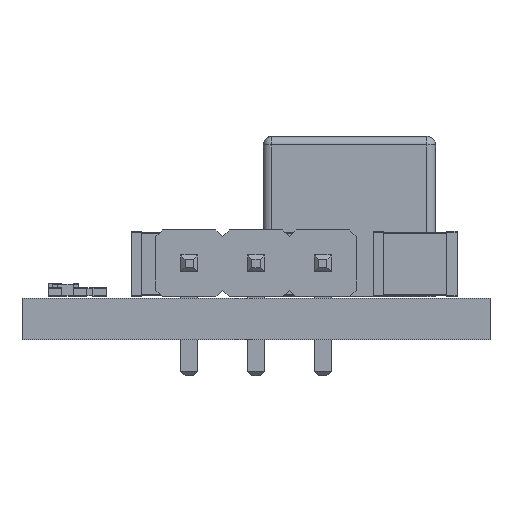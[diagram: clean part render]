
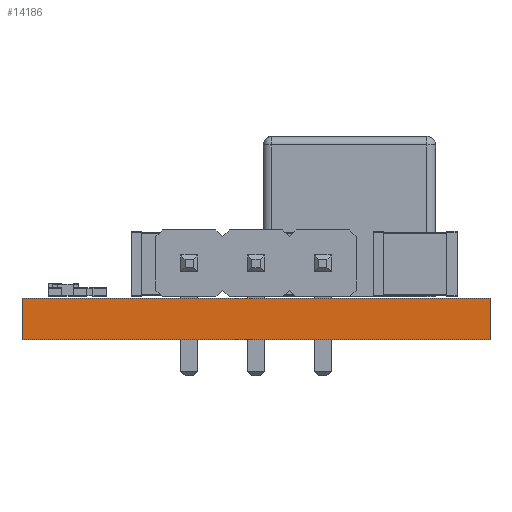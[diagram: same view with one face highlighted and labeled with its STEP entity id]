
A CAD part, front view. The second image highlights one B-rep face of the part: STEP entity #14186.
In plain terms, the highlighted planar face has unit normal (0, -1, 0).
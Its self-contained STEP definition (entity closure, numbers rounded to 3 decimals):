
#14186 = ADVANCED_FACE('',(#14187),#14201,.T.);
#14187 = FACE_BOUND('',#14188,.T.);
#14188 = EDGE_LOOP('',(#14189,#14224,#14252,#14280));
#14189 = ORIENTED_EDGE('',*,*,#14190,.T.);
#14190 = EDGE_CURVE('',#14191,#14193,#14195,.T.);
#14191 = VERTEX_POINT('',#14192);
#14192 = CARTESIAN_POINT('',(117.8,-125.,0.));
#14193 = VERTEX_POINT('',#14194);
#14194 = CARTESIAN_POINT('',(117.8,-125.,1.58));
#14195 = SURFACE_CURVE('',#14196,(#14200,#14212),.PCURVE_S1.);
#14196 = LINE('',#14197,#14198);
#14197 = CARTESIAN_POINT('',(117.8,-125.,0.));
#14198 = VECTOR('',#14199,1.);
#14199 = DIRECTION('',(0.,0.,1.));
#14200 = PCURVE('',#14201,#14206);
#14201 = PLANE('',#14202);
#14202 = AXIS2_PLACEMENT_3D('',#14203,#14204,#14205);
#14203 = CARTESIAN_POINT('',(117.8,-125.,0.));
#14204 = DIRECTION('',(0.,-1.,0.));
#14205 = DIRECTION('',(-1.,0.,0.));
#14206 = DEFINITIONAL_REPRESENTATION('',(#14207),#14211);
#14207 = LINE('',#14208,#14209);
#14208 = CARTESIAN_POINT('',(0.,-0.));
#14209 = VECTOR('',#14210,1.);
#14210 = DIRECTION('',(0.,-1.));
#14211 = ( GEOMETRIC_REPRESENTATION_CONTEXT(2) 
PARAMETRIC_REPRESENTATION_CONTEXT() REPRESENTATION_CONTEXT('2D SPACE',''
  ) );
#14212 = PCURVE('',#14213,#14218);
#14213 = PLANE('',#14214);
#14214 = AXIS2_PLACEMENT_3D('',#14215,#14216,#14217);
#14215 = CARTESIAN_POINT('',(117.8,-100.,0.));
#14216 = DIRECTION('',(1.,0.,-0.));
#14217 = DIRECTION('',(0.,-1.,0.));
#14218 = DEFINITIONAL_REPRESENTATION('',(#14219),#14223);
#14219 = LINE('',#14220,#14221);
#14220 = CARTESIAN_POINT('',(25.,0.));
#14221 = VECTOR('',#14222,1.);
#14222 = DIRECTION('',(0.,-1.));
#14223 = ( GEOMETRIC_REPRESENTATION_CONTEXT(2) 
PARAMETRIC_REPRESENTATION_CONTEXT() REPRESENTATION_CONTEXT('2D SPACE',''
  ) );
#14224 = ORIENTED_EDGE('',*,*,#14225,.T.);
#14225 = EDGE_CURVE('',#14193,#14226,#14228,.T.);
#14226 = VERTEX_POINT('',#14227);
#14227 = CARTESIAN_POINT('',(100.,-125.,1.58));
#14228 = SURFACE_CURVE('',#14229,(#14233,#14240),.PCURVE_S1.);
#14229 = LINE('',#14230,#14231);
#14230 = CARTESIAN_POINT('',(117.8,-125.,1.58));
#14231 = VECTOR('',#14232,1.);
#14232 = DIRECTION('',(-1.,0.,0.));
#14233 = PCURVE('',#14201,#14234);
#14234 = DEFINITIONAL_REPRESENTATION('',(#14235),#14239);
#14235 = LINE('',#14236,#14237);
#14236 = CARTESIAN_POINT('',(0.,-1.58));
#14237 = VECTOR('',#14238,1.);
#14238 = DIRECTION('',(1.,0.));
#14239 = ( GEOMETRIC_REPRESENTATION_CONTEXT(2) 
PARAMETRIC_REPRESENTATION_CONTEXT() REPRESENTATION_CONTEXT('2D SPACE',''
  ) );
#14240 = PCURVE('',#14241,#14246);
#14241 = PLANE('',#14242);
#14242 = AXIS2_PLACEMENT_3D('',#14243,#14244,#14245);
#14243 = CARTESIAN_POINT('',(108.9,-112.5,1.58));
#14244 = DIRECTION('',(-0.,-0.,-1.));
#14245 = DIRECTION('',(-1.,0.,0.));
#14246 = DEFINITIONAL_REPRESENTATION('',(#14247),#14251);
#14247 = LINE('',#14248,#14249);
#14248 = CARTESIAN_POINT('',(-8.9,-12.5));
#14249 = VECTOR('',#14250,1.);
#14250 = DIRECTION('',(1.,0.));
#14251 = ( GEOMETRIC_REPRESENTATION_CONTEXT(2) 
PARAMETRIC_REPRESENTATION_CONTEXT() REPRESENTATION_CONTEXT('2D SPACE',''
  ) );
#14252 = ORIENTED_EDGE('',*,*,#14253,.F.);
#14253 = EDGE_CURVE('',#14254,#14226,#14256,.T.);
#14254 = VERTEX_POINT('',#14255);
#14255 = CARTESIAN_POINT('',(100.,-125.,0.));
#14256 = SURFACE_CURVE('',#14257,(#14261,#14268),.PCURVE_S1.);
#14257 = LINE('',#14258,#14259);
#14258 = CARTESIAN_POINT('',(100.,-125.,0.));
#14259 = VECTOR('',#14260,1.);
#14260 = DIRECTION('',(0.,0.,1.));
#14261 = PCURVE('',#14201,#14262);
#14262 = DEFINITIONAL_REPRESENTATION('',(#14263),#14267);
#14263 = LINE('',#14264,#14265);
#14264 = CARTESIAN_POINT('',(17.8,0.));
#14265 = VECTOR('',#14266,1.);
#14266 = DIRECTION('',(0.,-1.));
#14267 = ( GEOMETRIC_REPRESENTATION_CONTEXT(2) 
PARAMETRIC_REPRESENTATION_CONTEXT() REPRESENTATION_CONTEXT('2D SPACE',''
  ) );
#14268 = PCURVE('',#14269,#14274);
#14269 = PLANE('',#14270);
#14270 = AXIS2_PLACEMENT_3D('',#14271,#14272,#14273);
#14271 = CARTESIAN_POINT('',(100.,-125.,0.));
#14272 = DIRECTION('',(-1.,0.,0.));
#14273 = DIRECTION('',(0.,1.,0.));
#14274 = DEFINITIONAL_REPRESENTATION('',(#14275),#14279);
#14275 = LINE('',#14276,#14277);
#14276 = CARTESIAN_POINT('',(0.,0.));
#14277 = VECTOR('',#14278,1.);
#14278 = DIRECTION('',(0.,-1.));
#14279 = ( GEOMETRIC_REPRESENTATION_CONTEXT(2) 
PARAMETRIC_REPRESENTATION_CONTEXT() REPRESENTATION_CONTEXT('2D SPACE',''
  ) );
#14280 = ORIENTED_EDGE('',*,*,#14281,.F.);
#14281 = EDGE_CURVE('',#14191,#14254,#14282,.T.);
#14282 = SURFACE_CURVE('',#14283,(#14287,#14294),.PCURVE_S1.);
#14283 = LINE('',#14284,#14285);
#14284 = CARTESIAN_POINT('',(117.8,-125.,0.));
#14285 = VECTOR('',#14286,1.);
#14286 = DIRECTION('',(-1.,0.,0.));
#14287 = PCURVE('',#14201,#14288);
#14288 = DEFINITIONAL_REPRESENTATION('',(#14289),#14293);
#14289 = LINE('',#14290,#14291);
#14290 = CARTESIAN_POINT('',(0.,-0.));
#14291 = VECTOR('',#14292,1.);
#14292 = DIRECTION('',(1.,0.));
#14293 = ( GEOMETRIC_REPRESENTATION_CONTEXT(2) 
PARAMETRIC_REPRESENTATION_CONTEXT() REPRESENTATION_CONTEXT('2D SPACE',''
  ) );
#14294 = PCURVE('',#14295,#14300);
#14295 = PLANE('',#14296);
#14296 = AXIS2_PLACEMENT_3D('',#14297,#14298,#14299);
#14297 = CARTESIAN_POINT('',(108.9,-112.5,0.));
#14298 = DIRECTION('',(-0.,-0.,-1.));
#14299 = DIRECTION('',(-1.,0.,0.));
#14300 = DEFINITIONAL_REPRESENTATION('',(#14301),#14305);
#14301 = LINE('',#14302,#14303);
#14302 = CARTESIAN_POINT('',(-8.9,-12.5));
#14303 = VECTOR('',#14304,1.);
#14304 = DIRECTION('',(1.,0.));
#14305 = ( GEOMETRIC_REPRESENTATION_CONTEXT(2) 
PARAMETRIC_REPRESENTATION_CONTEXT() REPRESENTATION_CONTEXT('2D SPACE',''
  ) );
